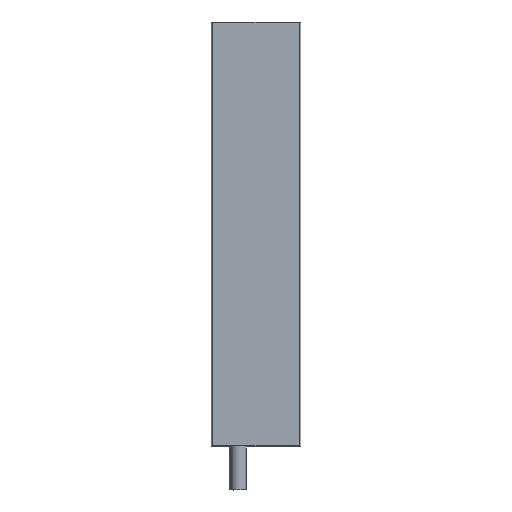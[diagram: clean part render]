
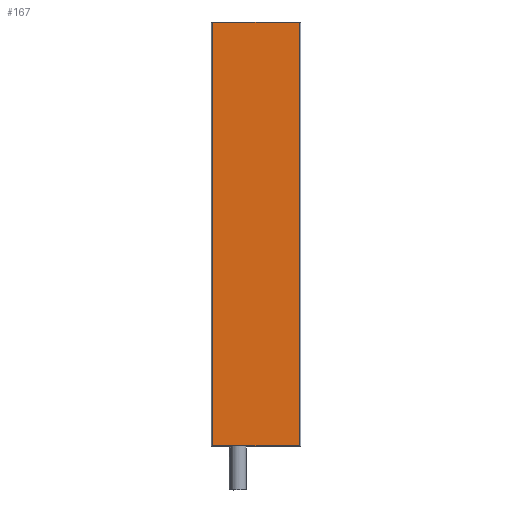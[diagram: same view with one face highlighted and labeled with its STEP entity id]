
A CAD part, top view. The second image highlights one B-rep face of the part: STEP entity #167.
In plain terms, the highlighted planar face has unit normal (0, 0, 1).
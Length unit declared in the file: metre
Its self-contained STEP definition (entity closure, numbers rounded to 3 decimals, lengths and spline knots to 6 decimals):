
#167 = ADVANCED_FACE( '', ( #517 ), #518, .T. );
#517 = FACE_OUTER_BOUND( '', #953, .T. );
#518 = PLANE( '', #954 );
#953 = EDGE_LOOP( '', ( #2172, #2173, #2174, #2175 ) );
#954 = AXIS2_PLACEMENT_3D( '', #2176, #2177, #2178 );
#2172 = ORIENTED_EDGE( '', *, *, #2779, .F. );
#2173 = ORIENTED_EDGE( '', *, *, #2804, .F. );
#2174 = ORIENTED_EDGE( '', *, *, #3142, .T. );
#2175 = ORIENTED_EDGE( '', *, *, #3140, .T. );
#2176 = CARTESIAN_POINT( '', ( 0.0272, 0.2409, 0.03134 ) );
#2177 = DIRECTION( '', ( 0., 0., 1. ) );
#2178 = DIRECTION( '', ( 1., 0., 0. ) );
#2779 = EDGE_CURVE( '', #3322, #3324, #3325, .T. );
#2804 = EDGE_CURVE( '', #3370, #3322, #3372, .T. );
#3140 = EDGE_CURVE( '', #3954, #3324, #3955, .T. );
#3142 = EDGE_CURVE( '', #3370, #3954, #3957, .T. );
#3322 = VERTEX_POINT( '', #4212 );
#3324 = VERTEX_POINT( '', #4215 );
#3325 = LINE( '', #4216, #4217 );
#3370 = VERTEX_POINT( '', #4284 );
#3372 = LINE( '', #4287, #4288 );
#3954 = VERTEX_POINT( '', #5125 );
#3955 = LINE( '', #5126, #5127 );
#3957 = LINE( '', #5130, #5131 );
#4212 = CARTESIAN_POINT( '', ( 0.0272, 0.0001, 0.03134 ) );
#4215 = CARTESIAN_POINT( '', ( -0.0222, 0.0001, 0.03134 ) );
#4216 = CARTESIAN_POINT( '', ( 0.0272, 0.0001, 0.03134 ) );
#4217 = VECTOR( '', #5434, 1. );
#4284 = CARTESIAN_POINT( '', ( 0.0272, 0.2409, 0.03134 ) );
#4287 = CARTESIAN_POINT( '', ( 0.0272, 0.2409, 0.03134 ) );
#4288 = VECTOR( '', #5461, 1. );
#5125 = CARTESIAN_POINT( '', ( -0.0222, 0.2409, 0.03134 ) );
#5126 = CARTESIAN_POINT( '', ( -0.0222, 0.2409, 0.03134 ) );
#5127 = VECTOR( '', #5957, 1. );
#5130 = CARTESIAN_POINT( '', ( 0.0272, 0.2409, 0.03134 ) );
#5131 = VECTOR( '', #5959, 1. );
#5434 = DIRECTION( '', ( -1., 0., 0. ) );
#5461 = DIRECTION( '', ( 0., -1., 0. ) );
#5957 = DIRECTION( '', ( 0., -1., 0. ) );
#5959 = DIRECTION( '', ( -1., 0., 0. ) );
